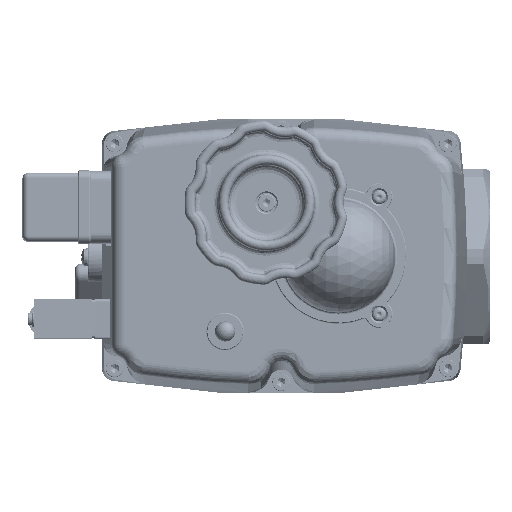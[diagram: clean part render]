
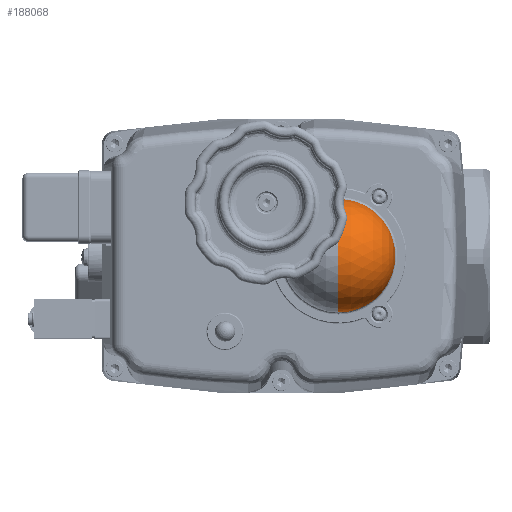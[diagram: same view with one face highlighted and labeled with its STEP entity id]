
A CAD part, top view. The second image highlights one B-rep face of the part: STEP entity #188068.
In plain terms, the highlighted spherical face has radius 22.5 mm.
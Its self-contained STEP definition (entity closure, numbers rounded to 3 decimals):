
#3367 = FACE_OUTER_BOUND ( 'NONE', #219414, .T. ) ;
#19725 = AXIS2_PLACEMENT_3D ( 'NONE', #36095, #90768, #216867 ) ;
#19730 = AXIS2_PLACEMENT_3D ( 'NONE', #43163, #26841, #41985 ) ;
#19951 = EDGE_CURVE ( 'NONE', #190643, #55948, #69152, .T. ) ;
#26841 = DIRECTION ( 'NONE',  ( -1., 0., 0. ) ) ;
#34564 = CIRCLE ( 'NONE', #19730, 22.5 ) ;
#36095 = CARTESIAN_POINT ( 'NONE',  ( 22.653, -50., 68. ) ) ;
#41985 = DIRECTION ( 'NONE',  ( 0., 1., 0. ) ) ;
#43163 = CARTESIAN_POINT ( 'NONE',  ( 22.653, -50., 68. ) ) ;
#55948 = VERTEX_POINT ( 'NONE', #187813 ) ;
#69152 = CIRCLE ( 'NONE', #76614, 22.487 ) ;
#76614 = AXIS2_PLACEMENT_3D ( 'NONE', #155822, #208329, #209468 ) ;
#90768 = DIRECTION ( 'NONE',  ( -1., 0., 0. ) ) ;
#155822 = CARTESIAN_POINT ( 'NONE',  ( 22.653, -50., 68.773 ) ) ;
#187813 = CARTESIAN_POINT ( 'NONE',  ( 22.653, -72.487, 68.773 ) ) ;
#188068 = ADVANCED_FACE ( 'NONE', ( #3367 ), #193601, .T. ) ;
#190643 = VERTEX_POINT ( 'NONE', #217946 ) ;
#193601 = SPHERICAL_SURFACE ( 'NONE', #19725, 22.5 ) ;
#208329 = DIRECTION ( 'NONE',  ( 0., 0., -1. ) ) ;
#209468 = DIRECTION ( 'NONE',  ( 0., -1., 0. ) ) ;
#212999 = ORIENTED_EDGE ( 'NONE', *, *, #221944, .F. ) ;
#213599 = ORIENTED_EDGE ( 'NONE', *, *, #19951, .F. ) ;
#216867 = DIRECTION ( 'NONE',  ( 0., 1., 0. ) ) ;
#217946 = CARTESIAN_POINT ( 'NONE',  ( 22.653, -27.513, 68.773 ) ) ;
#219414 = EDGE_LOOP ( 'NONE', ( #212999, #213599 ) ) ;
#221944 = EDGE_CURVE ( 'NONE', #55948, #190643, #34564, .T. ) ;
